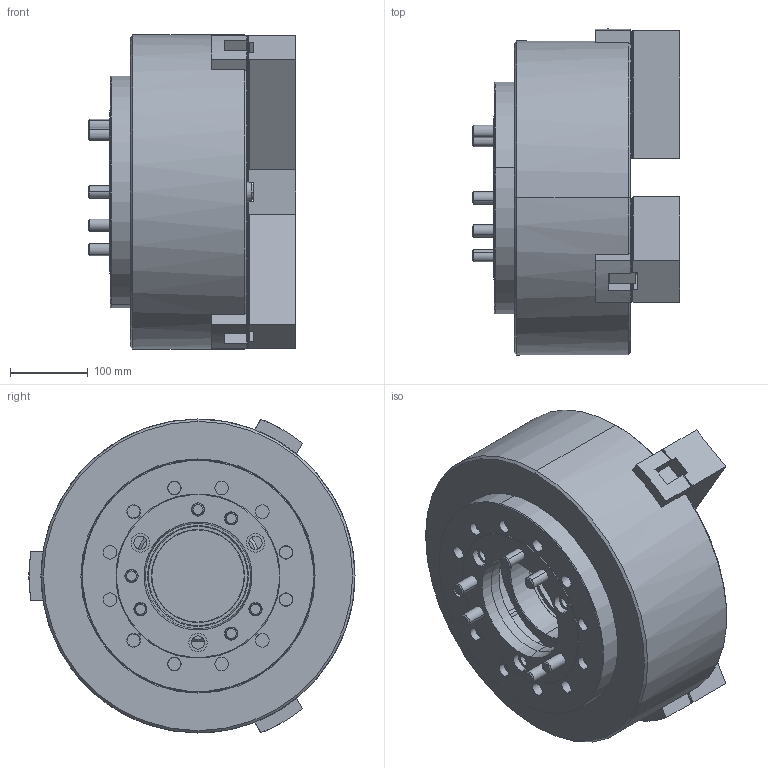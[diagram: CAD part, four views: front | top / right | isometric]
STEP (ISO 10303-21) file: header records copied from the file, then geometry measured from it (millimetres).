
FILE_DESCRIPTION (( 'STEP AP203' ), '1' );
FILE_NAME ('CF-3L-215A8.STEP', '2023-03-10T03:35:33', ( '' ), ( '' ), 'SwSTEP 2.0', 'SolidWorks 2020', '' );
FILE_SCHEMA (( 'CONFIG_CONTROL_DESIGN' ));
Length unit declared in the file: millimetre
Products named in the file (14): CF-3L-215-01000; SJ-15P; CF-3L-215-02000; 圓頭內六角螺栓_M5x10; CF-3L-215-03000; 圓頭內六角螺栓_M20x50; CF-3L-215-04000_預設(M130x2); 圓頭內六角螺栓_M20x140; CF-3L-215-06000; CF-3L-15-13000-A8法蘭; CF-3H-15-08000; 圓頭內六角螺栓_M16x40; CF-3H-215-04020(寬25.5)(T型塊); CF-3L-215A8
Assembly tree (39 placements, depth 2):
  CF-3L-215A8
    CF-3L-215-01000
    CF-3L-215-02000
    CF-3L-215-03000  x3
    CF-3L-215-04000_預設(M130x2)
    CF-3L-215-06000
    CF-3H-15-08000
    CF-3H-215-04020(寬25.5)(T型塊)  x3
    SJ-15P  x3
    圓頭內六角螺栓_M5x10  x6
    圓頭內六角螺栓_M20x50  x6
    圓頭內六角螺栓_M20x140  x6
    CF-3L-15-13000-A8法蘭
    圓頭內六角螺栓_M16x40  x6
Bounding box: 267.75 x 420.45 x 405 mm (x, y, z)
Volume: 19872153.1 mm3; surface area: 1562926.5 mm2
Topology: 39 solids, 39 shells, 5349 faces, 15291 edges, 10064 vertices
Faces by surface type: plane 3707, cylinder 1411, cone 208, torus 23
Entity records: 64839 total; most frequent: CARTESIAN_POINT 13748, ORIENTED_EDGE 10962, DIRECTION 9337, EDGE_CURVE 5481, LINE 4081, VECTOR 4081, VERTEX_POINT 3621, AXIS2_PLACEMENT_3D 2628
